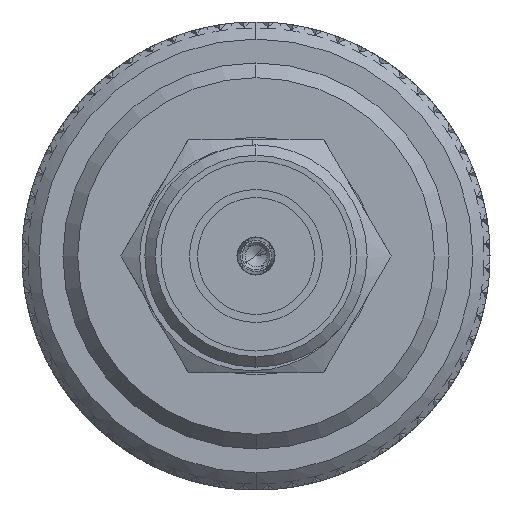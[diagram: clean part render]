
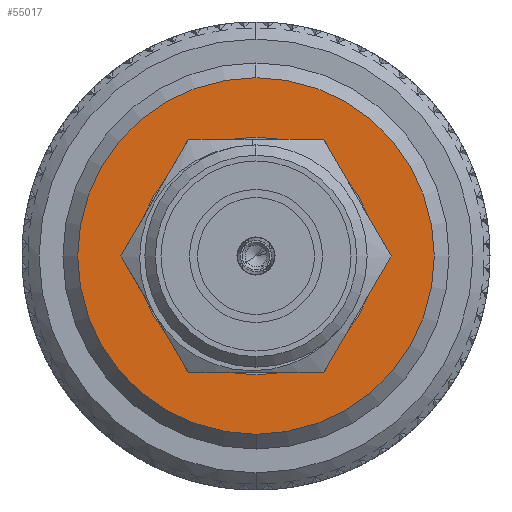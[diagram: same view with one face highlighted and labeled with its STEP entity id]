
A CAD part, left-side view. The second image highlights one B-rep face of the part: STEP entity #55017.
In plain terms, the highlighted face is planar.
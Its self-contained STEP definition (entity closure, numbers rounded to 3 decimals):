
#201 = CIRCLE ( 'NONE', #61310, 2.25 ) ;
#3096 = VERTEX_POINT ( 'NONE', #7869 ) ;
#3661 = FACE_OUTER_BOUND ( 'NONE', #55091, .T. ) ;
#7062 = CARTESIAN_POINT ( 'NONE',  ( 19.694, 0., 0. ) ) ;
#7869 = CARTESIAN_POINT ( 'NONE',  ( 19.694, 0., 2.25 ) ) ;
#7934 = DIRECTION ( 'NONE',  ( 0., 0., -1. ) ) ;
#9588 = AXIS2_PLACEMENT_3D ( 'NONE', #18022, #45854, #74101 ) ;
#11010 = EDGE_CURVE ( 'NONE', #63473, #3096, #15388, .T. ) ;
#11503 = CARTESIAN_POINT ( 'NONE',  ( 19.694, 0., -2.25 ) ) ;
#12101 = AXIS2_PLACEMENT_3D ( 'NONE', #54831, #82575, #12411 ) ;
#12411 = DIRECTION ( 'NONE',  ( 0., 0., -1. ) ) ;
#13595 = CARTESIAN_POINT ( 'NONE',  ( 19.694, 0., -6.099 ) ) ;
#15388 = CIRCLE ( 'NONE', #9588, 2.25 ) ;
#17071 = CIRCLE ( 'NONE', #47487, 6.099 ) ;
#18022 = CARTESIAN_POINT ( 'NONE',  ( 19.694, 0., 0. ) ) ;
#18311 = EDGE_CURVE ( 'NONE', #32019, #39197, #17071, .T. ) ;
#23093 = CARTESIAN_POINT ( 'NONE',  ( 19.694, 0., 6.099 ) ) ;
#32019 = VERTEX_POINT ( 'NONE', #23093 ) ;
#34209 = EDGE_CURVE ( 'NONE', #3096, #63473, #201, .T. ) ;
#36769 = CIRCLE ( 'NONE', #12101, 6.099 ) ;
#38587 = ORIENTED_EDGE ( 'NONE', *, *, #34209, .F. ) ;
#39197 = VERTEX_POINT ( 'NONE', #13595 ) ;
#41000 = DIRECTION ( 'NONE',  ( 1., 0., 0. ) ) ;
#41712 = EDGE_CURVE ( 'NONE', #39197, #32019, #36769, .T. ) ;
#42590 = DIRECTION ( 'NONE',  ( 1., 0., 0. ) ) ;
#45854 = DIRECTION ( 'NONE',  ( 1., 0., 0. ) ) ;
#47487 = AXIS2_PLACEMENT_3D ( 'NONE', #7062, #42590, #7934 ) ;
#48748 = PLANE ( 'NONE',  #84989 ) ;
#54831 = CARTESIAN_POINT ( 'NONE',  ( 19.694, 0., 0. ) ) ;
#55017 = ADVANCED_FACE ( 'NONE', ( #3661, #76546 ), #48748, .T. ) ;
#55091 = EDGE_LOOP ( 'NONE', ( #60787, #78756 ) ) ;
#60787 = ORIENTED_EDGE ( 'NONE', *, *, #18311, .T. ) ;
#61310 = AXIS2_PLACEMENT_3D ( 'NONE', #77701, #71296, #84514 ) ;
#63473 = VERTEX_POINT ( 'NONE', #11503 ) ;
#71296 = DIRECTION ( 'NONE',  ( 1., 0., 0. ) ) ;
#72143 = ORIENTED_EDGE ( 'NONE', *, *, #11010, .F. ) ;
#74101 = DIRECTION ( 'NONE',  ( 0., 0., -1. ) ) ;
#76546 = FACE_BOUND ( 'NONE', #81014, .T. ) ;
#77701 = CARTESIAN_POINT ( 'NONE',  ( 19.694, 0., 0. ) ) ;
#78756 = ORIENTED_EDGE ( 'NONE', *, *, #41712, .T. ) ;
#81014 = EDGE_LOOP ( 'NONE', ( #72143, #38587 ) ) ;
#82575 = DIRECTION ( 'NONE',  ( 1., 0., 0. ) ) ;
#84514 = DIRECTION ( 'NONE',  ( 0., 0., -1. ) ) ;
#84989 = AXIS2_PLACEMENT_3D ( 'NONE', #88865, #41000, #89326 ) ;
#88865 = CARTESIAN_POINT ( 'NONE',  ( 19.694, 6.099, 0. ) ) ;
#89326 = DIRECTION ( 'NONE',  ( 0., 0., -1. ) ) ;
